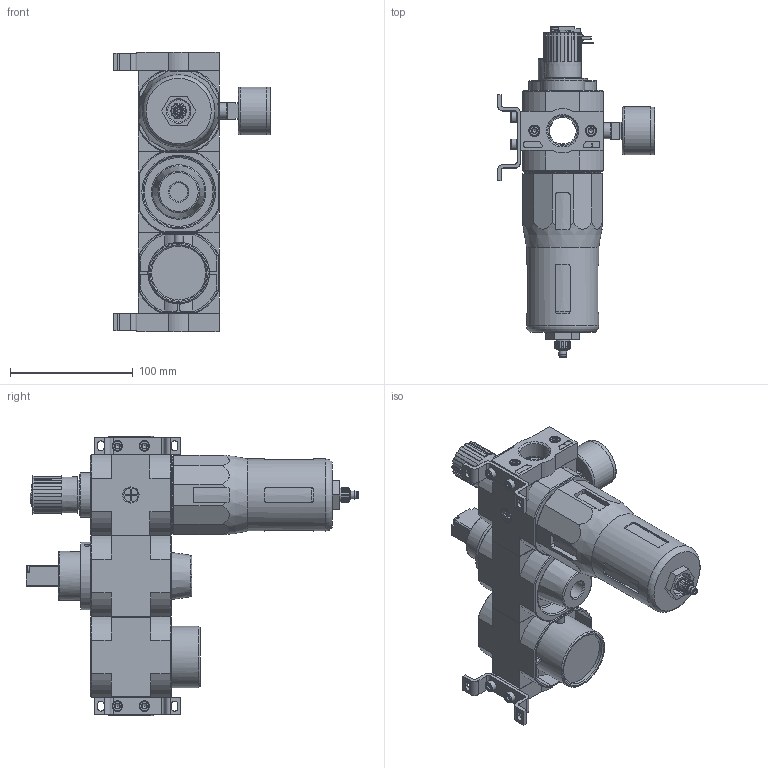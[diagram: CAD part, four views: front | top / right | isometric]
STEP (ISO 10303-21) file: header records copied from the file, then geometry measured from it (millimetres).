
FILE_DESCRIPTION(/* description */ ('STEP AP214'),/* implementation_level */ '2;1');
FILE_NAME(/* name */ '185753_LFR-3_4-D-MAXI-KD',/* time_stamp */ '2024-09-04T15:25:23+02:00',/* author */ ('License CC BY-ND 4.0'),/* organization */ ('CADENAS'),/* preprocessor_version */ 'ST-DEVELOPER v19.3',/* originating_system */ 'PARTsolutions',/* authorisation */ ' ');
FILE_SCHEMA (('AUTOMOTIVE_DESIGN {1 0 10303 214 3 1 1}'));
Length unit declared in the file: millimetre
Products named in the file (14): 185753 LFR-3/4-D-MAXI-KD; 380309 PBL-3/4-D-MAXI-L---(1) p1; DIN-912 - M5x20(F); 159593 HFOE-D-MIDI/MAXI-P1; DIN-912 - M5x10(F); 380311 PBL-3/4-D-MAXI-R---(0) p1; 124085 LFR-D-MAXI--(0); 8003639 PAGN-40-16-G14; 125696 LR/LFR-D-MAXI; 648415 LF; 746238 HEE-D-MAXI-24; 364665 MSEB-3-24V-D; 234370 FRB-D-MAXI; 360728 HEL-MAXI
Assembly tree (23 placements, depth 2):
  185753 LFR-3/4-D-MAXI-KD
    380309 PBL-3/4-D-MAXI-L---(1) p1
    DIN-912 - M5x20(F)  x4
    159593 HFOE-D-MIDI/MAXI-P1  x2
    DIN-912 - M5x10(F)  x4
    380311 PBL-3/4-D-MAXI-R---(0) p1
    124085 LFR-D-MAXI--(0)
    8003639 PAGN-40-16-G14
    125696 LR/LFR-D-MAXI
    648415 LF
    746238 HEE-D-MAXI-24
    364665 MSEB-3-24V-D
    234370 FRB-D-MAXI  x4
    360728 HEL-MAXI
Bounding box: 127.95 x 270.5 x 228 mm (x, y, z)
Volume: 1291851.4 mm3; surface area: 199809.7 mm2
Topology: 23 solids, 24 shells, 1509 faces, 3643 edges, 2289 vertices
Faces by surface type: plane 833, cylinder 385, cone 234, torus 46, sphere 11
Full cylindrical faces by diameter (mm): 2 x1, 2.013 x1, 2.5 x1, 3 x1, 3.7 x4, 3.8 x2, 4 x2, 4.134 x12, 4.2 x1, 5 x13, 5.3 x4, 5.4 x1, 5.5 x2, 5.6 x3, 6 x3, 6.4 x1, 6.8 x1, 7 x5, 7.1 x1, 8 x4, 8.4 x4, 8.5 x8, 8.7 x1, 9 x2, 9.5 x1, 11 x1, 11.2 x1, 11.445 x2, 12.6 x1, 13.157 x2
Entity records: 43635 total; most frequent: CARTESIAN_POINT 7164, DIRECTION 6278, ORIENTED_EDGE 5760, EDGE_CURVE 2880, AXIS2_PLACEMENT_3D 2382, VERTEX_POINT 1983, FACE_BOUND 1659, EDGE_LOOP 1647
